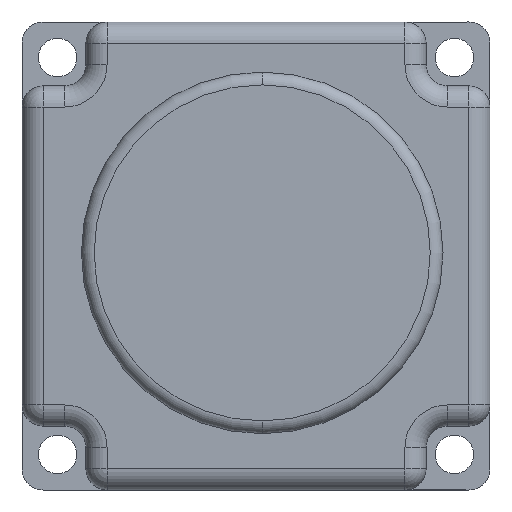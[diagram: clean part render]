
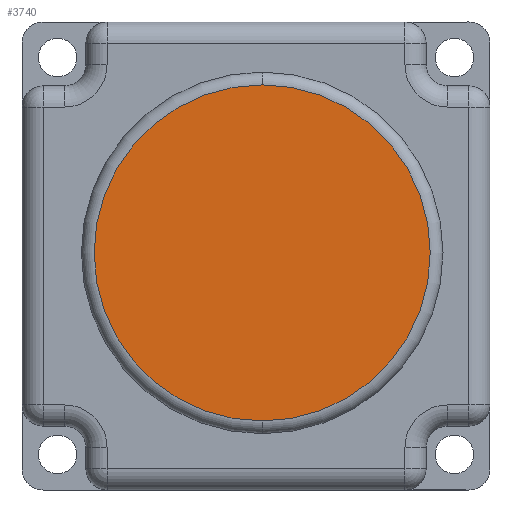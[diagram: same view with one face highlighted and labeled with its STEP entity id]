
A CAD part, front view. The second image highlights one B-rep face of the part: STEP entity #3740.
In plain terms, the highlighted planar face has unit normal (0, -1, 0).
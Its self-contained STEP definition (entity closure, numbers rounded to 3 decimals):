
#44 = ORIENTED_EDGE ( 'NONE', *, *, #286, .T. ) ;
#213 = VERTEX_POINT ( 'NONE', #2522 ) ;
#286 = EDGE_CURVE ( 'NONE', #213, #3502, #2101, .T. ) ;
#463 = EDGE_CURVE ( 'NONE', #3502, #213, #3057, .T. ) ;
#721 = DIRECTION ( 'NONE',  ( 0., -1., 0. ) ) ;
#1182 = DIRECTION ( 'NONE',  ( 0., -1., 0. ) ) ;
#1293 = PLANE ( 'NONE',  #1538 ) ;
#1526 = DIRECTION ( 'NONE',  ( 0., 0., -1. ) ) ;
#1538 = AXIS2_PLACEMENT_3D ( 'NONE', #1924, #721, #2867 ) ;
#1776 = EDGE_LOOP ( 'NONE', ( #2642, #44 ) ) ;
#1924 = CARTESIAN_POINT ( 'NONE',  ( 0., -5., 0. ) ) ;
#2101 = CIRCLE ( 'NONE', #2424, 39.5 ) ;
#2424 = AXIS2_PLACEMENT_3D ( 'NONE', #2425, #2652, #2952 ) ;
#2425 = CARTESIAN_POINT ( 'NONE',  ( 0., -5., 0. ) ) ;
#2522 = CARTESIAN_POINT ( 'NONE',  ( 0., -5., 39.5 ) ) ;
#2554 = AXIS2_PLACEMENT_3D ( 'NONE', #3077, #1182, #1526 ) ;
#2642 = ORIENTED_EDGE ( 'NONE', *, *, #463, .T. ) ;
#2652 = DIRECTION ( 'NONE',  ( 0., -1., 0. ) ) ;
#2867 = DIRECTION ( 'NONE',  ( 0., 0., -1. ) ) ;
#2952 = DIRECTION ( 'NONE',  ( 0., 0., -1. ) ) ;
#3057 = CIRCLE ( 'NONE', #2554, 39.5 ) ;
#3077 = CARTESIAN_POINT ( 'NONE',  ( 0., -5., 0. ) ) ;
#3144 = FACE_OUTER_BOUND ( 'NONE', #1776, .T. ) ;
#3355 = CARTESIAN_POINT ( 'NONE',  ( 0., -5., -39.5 ) ) ;
#3502 = VERTEX_POINT ( 'NONE', #3355 ) ;
#3740 = ADVANCED_FACE ( 'NONE', ( #3144 ), #1293, .T. ) ;
